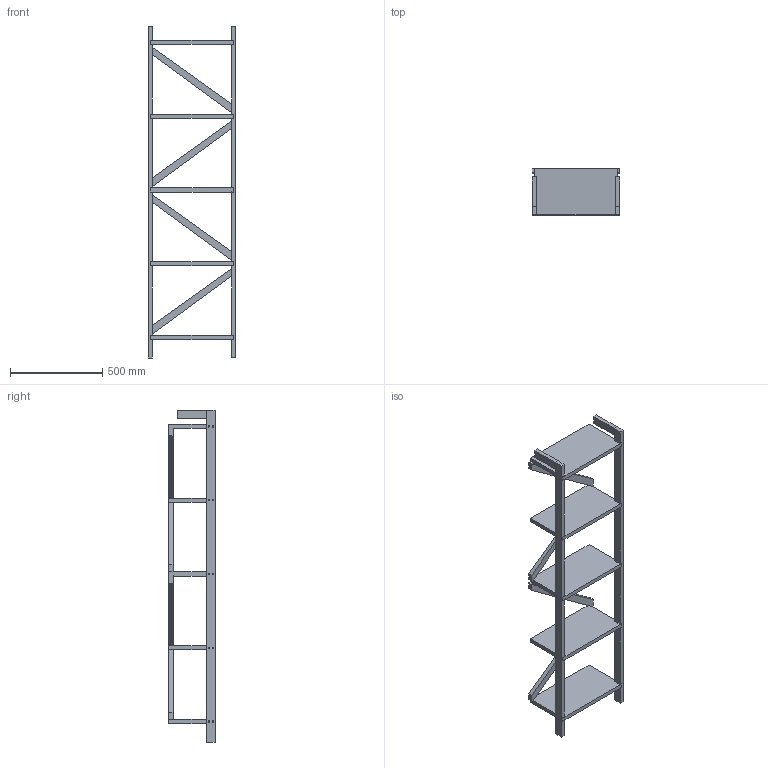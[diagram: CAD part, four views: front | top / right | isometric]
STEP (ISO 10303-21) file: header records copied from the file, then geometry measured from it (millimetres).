
FILE_DESCRIPTION(('FreeCAD Model'),'2;1');
FILE_NAME('Open CASCADE Shape Model','2026-01-30T12:28:23',(''),(''), 'Open CASCADE STEP processor 7.7','FreeCAD','Unknown');
FILE_SCHEMA(('AUTOMOTIVE_DESIGN { 1 0 10303 214 1 1 1 1 }'));
Length unit declared in the file: millimetre
Products named in the file (11): EtagerePAU_traverse_02; Corps001; EtagerePAU-01.TraverseFCStd_002; EtagerePAU-01-montant_001; EtagerePAU-01-etagere_001; EtagerePAU-01-montant_003; EtagerePAU-01-etagere_002; EtagerePAU-01-etagere_003; EtagerePAU-01-etagere_004; EtagerePAU-01-etagere_006; EtagerePAU-01.TraverseFCStd_001
Assembly tree (13 placements, depth 2):
  EtagerePAU_traverse_02
    Corps001  x4
    EtagerePAU-01.TraverseFCStd_002
    EtagerePAU-01-montant_001
    EtagerePAU-01-etagere_001
    EtagerePAU-01-montant_003
    EtagerePAU-01-etagere_002
    EtagerePAU-01-etagere_003
    EtagerePAU-01-etagere_004
    EtagerePAU-01-etagere_006
    EtagerePAU-01.TraverseFCStd_001
Bounding box: 474 x 250 x 1800 mm (x, y, z)
Volume: 17988542.4 mm3; surface area: 2096583.3 mm2
Topology: 13 solids, 13 shells, 186 faces, 420 edges, 280 vertices
Faces by surface type: plane 146, cylinder 40
Full cylindrical faces by diameter (mm): 3.105 x20, 6.685 x20
Entity records: 4889 total; most frequent: DIRECTION 798, CARTESIAN_POINT 786, ORIENTED_EDGE 732, EDGE_CURVE 366, LINE 286, VECTOR 286, AXIS2_PLACEMENT_3D 256, VERTEX_POINT 244
